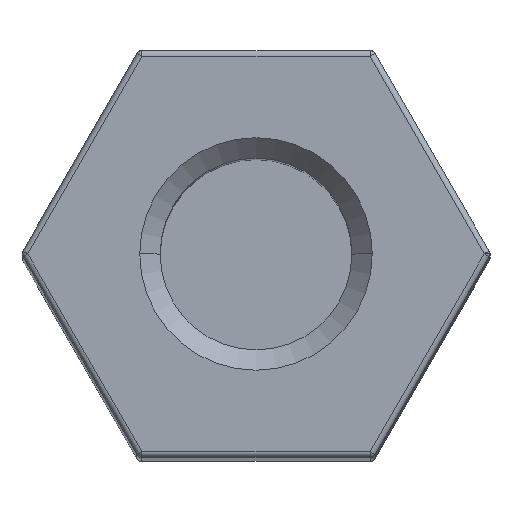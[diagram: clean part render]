
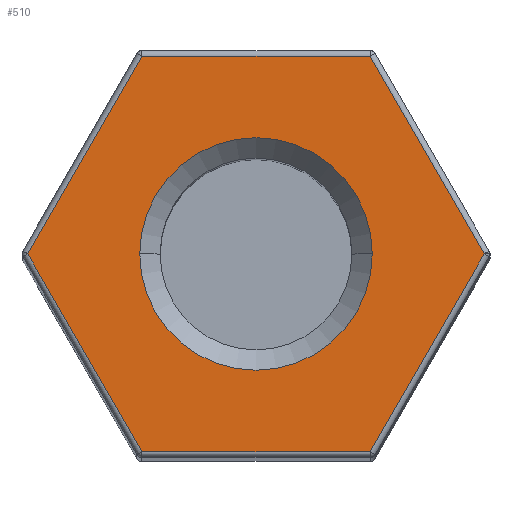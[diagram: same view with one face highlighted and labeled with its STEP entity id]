
A CAD part, top view. The second image highlights one B-rep face of the part: STEP entity #510.
In plain terms, the highlighted planar face has unit normal (0, 0, 1).
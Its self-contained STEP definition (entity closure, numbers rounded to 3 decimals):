
#41 = FACE_OUTER_BOUND ( 'NONE', #694, .T. ) ;
#47 = AXIS2_PLACEMENT_3D ( 'NONE', #923, #921, #912 ) ;
#50 = CARTESIAN_POINT ( 'NONE',  ( 1.963, 3.4, 40. ) ) ;
#62 = DIRECTION ( 'NONE',  ( 1., 0., 0. ) ) ;
#69 = DIRECTION ( 'NONE',  ( 0., 0., -1. ) ) ;
#70 = CARTESIAN_POINT ( 'NONE',  ( 0., 0., 40. ) ) ;
#111 = DIRECTION ( 'NONE',  ( -0.5, 0.866, 0. ) ) ;
#121 = CARTESIAN_POINT ( 'NONE',  ( 1.934, 3.45, 40. ) ) ;
#130 = AXIS2_PLACEMENT_3D ( 'NONE', #70, #69, #62 ) ;
#139 = CARTESIAN_POINT ( 'NONE',  ( 3.955, 0.05, 40. ) ) ;
#146 = DIRECTION ( 'NONE',  ( 0.5, 0.866, 0. ) ) ;
#152 = DIRECTION ( 'NONE',  ( 1., 0., 0. ) ) ;
#156 = CARTESIAN_POINT ( 'NONE',  ( 2.021, -3.4, 40. ) ) ;
#172 = CARTESIAN_POINT ( 'NONE',  ( -1.934, -3.45, 40. ) ) ;
#198 = DIRECTION ( 'NONE',  ( 0.5, -0.866, 0. ) ) ;
#201 = CARTESIAN_POINT ( 'NONE',  ( -3.955, -0.05, 40. ) ) ;
#207 = DIRECTION ( 'NONE',  ( -1., 0., 0. ) ) ;
#209 = DIRECTION ( 'NONE',  ( -0.5, -0.866, 0. ) ) ;
#219 = LINE ( 'NONE', #156, #778 ) ;
#225 = CARTESIAN_POINT ( 'NONE',  ( -2.021, 3.4, 40. ) ) ;
#235 = AXIS2_PLACEMENT_3D ( 'NONE', #333, #300, #293 ) ;
#257 = VERTEX_POINT ( 'NONE', #1202 ) ;
#274 = CARTESIAN_POINT ( 'NONE',  ( 3.926, 0., 40. ) ) ;
#289 = ORIENTED_EDGE ( 'NONE', *, *, #537, .T. ) ;
#293 = DIRECTION ( 'NONE',  ( 1., 0., 0. ) ) ;
#300 = DIRECTION ( 'NONE',  ( 0., 0., 1. ) ) ;
#322 = EDGE_CURVE ( 'NONE', #1126, #424, #750, .T. ) ;
#323 = ORIENTED_EDGE ( 'NONE', *, *, #559, .T. ) ;
#328 = LINE ( 'NONE', #225, #1328 ) ;
#333 = CARTESIAN_POINT ( 'NONE',  ( 4.041, 0., 40. ) ) ;
#342 = PLANE ( 'NONE',  #235 ) ;
#348 = VERTEX_POINT ( 'NONE', #883 ) ;
#424 = VERTEX_POINT ( 'NONE', #594 ) ;
#432 = VERTEX_POINT ( 'NONE', #643 ) ;
#487 = LINE ( 'NONE', #121, #748 ) ;
#510 = ADVANCED_FACE ( 'NONE', ( #41, #1165 ), #342, .T. ) ;
#525 = LINE ( 'NONE', #139, #1270 ) ;
#537 = EDGE_CURVE ( 'NONE', #582, #655, #328, .T. ) ;
#543 = EDGE_CURVE ( 'NONE', #655, #257, #850, .T. ) ;
#549 = EDGE_CURVE ( 'NONE', #257, #432, #1082, .T. ) ;
#550 = EDGE_CURVE ( 'NONE', #432, #348, #219, .T. ) ;
#556 = EDGE_CURVE ( 'NONE', #348, #967, #525, .T. ) ;
#559 = EDGE_CURVE ( 'NONE', #967, #582, #487, .T. ) ;
#566 = EDGE_CURVE ( 'NONE', #424, #1126, #1237, .T. ) ;
#582 = VERTEX_POINT ( 'NONE', #50 ) ;
#588 = ORIENTED_EDGE ( 'NONE', *, *, #543, .T. ) ;
#594 = CARTESIAN_POINT ( 'NONE',  ( -2., 0., 40. ) ) ;
#643 = CARTESIAN_POINT ( 'NONE',  ( -1.963, -3.4, 40. ) ) ;
#655 = VERTEX_POINT ( 'NONE', #755 ) ;
#694 = EDGE_LOOP ( 'NONE', ( #289, #588, #874, #1130, #1371, #323 ) ) ;
#748 = VECTOR ( 'NONE', #111, 1000. ) ;
#750 = CIRCLE ( 'NONE', #47, 2. ) ;
#755 = CARTESIAN_POINT ( 'NONE',  ( -1.963, 3.4, 40. ) ) ;
#778 = VECTOR ( 'NONE', #152, 1000. ) ;
#812 = VECTOR ( 'NONE', #209, 1000. ) ;
#850 = LINE ( 'NONE', #201, #812 ) ;
#874 = ORIENTED_EDGE ( 'NONE', *, *, #549, .T. ) ;
#883 = CARTESIAN_POINT ( 'NONE',  ( 1.963, -3.4, 40. ) ) ;
#899 = ORIENTED_EDGE ( 'NONE', *, *, #322, .T. ) ;
#900 = EDGE_LOOP ( 'NONE', ( #899, #1158 ) ) ;
#912 = DIRECTION ( 'NONE',  ( 1., 0., 0. ) ) ;
#921 = DIRECTION ( 'NONE',  ( 0., 0., -1. ) ) ;
#923 = CARTESIAN_POINT ( 'NONE',  ( 0., 0., 40. ) ) ;
#947 = CARTESIAN_POINT ( 'NONE',  ( 2., 0., 40. ) ) ;
#967 = VERTEX_POINT ( 'NONE', #274 ) ;
#1082 = LINE ( 'NONE', #172, #1303 ) ;
#1126 = VERTEX_POINT ( 'NONE', #947 ) ;
#1130 = ORIENTED_EDGE ( 'NONE', *, *, #550, .T. ) ;
#1158 = ORIENTED_EDGE ( 'NONE', *, *, #566, .T. ) ;
#1165 = FACE_BOUND ( 'NONE', #900, .T. ) ;
#1202 = CARTESIAN_POINT ( 'NONE',  ( -3.926, 0., 40. ) ) ;
#1237 = CIRCLE ( 'NONE', #130, 2. ) ;
#1270 = VECTOR ( 'NONE', #146, 1000. ) ;
#1303 = VECTOR ( 'NONE', #198, 1000. ) ;
#1328 = VECTOR ( 'NONE', #207, 1000. ) ;
#1371 = ORIENTED_EDGE ( 'NONE', *, *, #556, .T. ) ;
